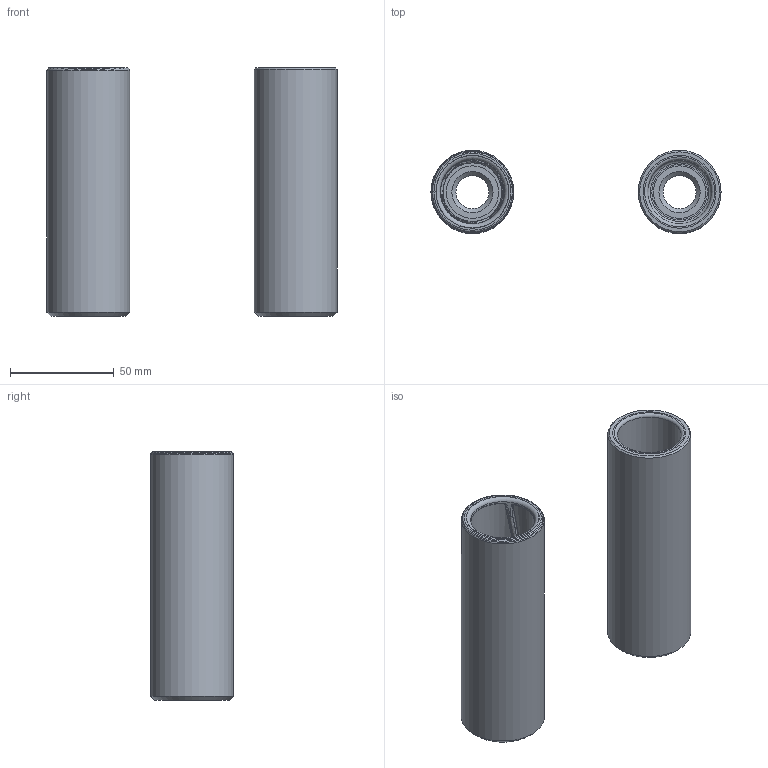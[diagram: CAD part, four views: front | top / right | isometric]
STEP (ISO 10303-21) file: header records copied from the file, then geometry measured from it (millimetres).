
FILE_DESCRIPTION(/* description */ (''),/* implementation_level */ '2;1');
FILE_NAME(/* name */ 'Trivictus MegaXL Barrel v16.step',/* time_stamp */ '2022-01-06T22:13:03-05:00',/* author */ (''),/* organization */ (''),/* preprocessor_version */ 'ST-DEVELOPER v18.1',/* originating_system */ 'Autodesk Translation Framework v10.10.0.1391',/* authorisation */ '');
FILE_SCHEMA (('AUTOMOTIVE_DESIGN { 1 0 10303 214 3 1 1 }'));
Length unit declared in the file: millimetre
Products named in the file (1): Trivictus MegaXL Barrel
Bounding box: 140 x 40 x 120.01 mm (x, y, z)
Volume: 461429.7 mm3; surface area: 209633.4 mm2
Topology: 8 solids, 8 shells, 248 faces, 571 edges, 347 vertices
Faces by surface type: bspline 120, cone 40, torus 32, cylinder 32, plane 24
Full cylindrical faces by diameter (mm): 15.9 x2, 21.6 x4, 26.67 x2, 30.8 x4, 35.2 x2, 40 x6
Entity records: 16367 total; most frequent: CARTESIAN_POINT 11407, ORIENTED_EDGE 1142, DIRECTION 800, EDGE_CURVE 571, AXIS2_PLACEMENT_3D 376, VERTEX_POINT 347, B_SPLINE_CURVE_WITH_KNOTS 276, EDGE_LOOP 272
